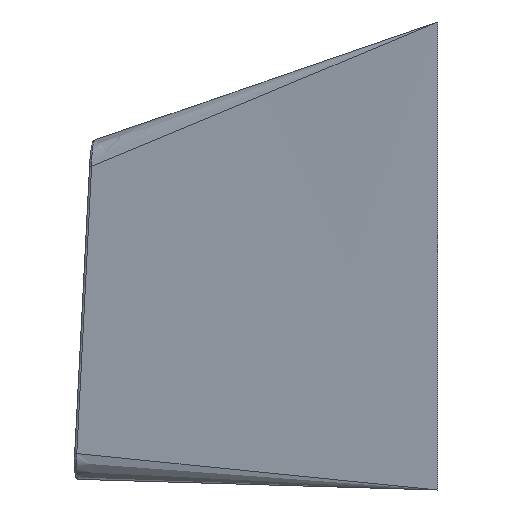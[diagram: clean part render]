
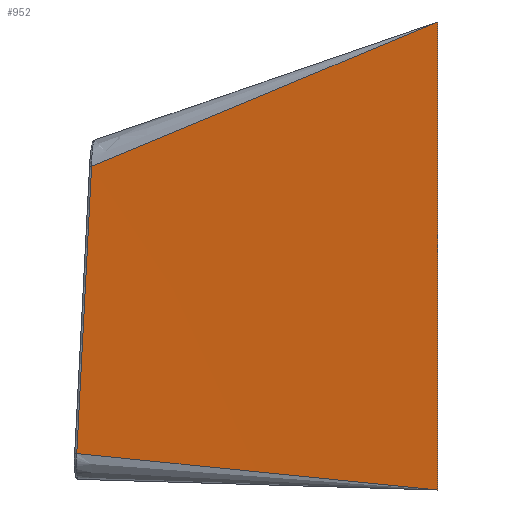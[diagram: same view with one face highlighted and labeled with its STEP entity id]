
A CAD part, left-side view. The second image highlights one B-rep face of the part: STEP entity #952.
In plain terms, the highlighted free-form (B-spline) face has degree [3, 1] with [6, 2] control points.
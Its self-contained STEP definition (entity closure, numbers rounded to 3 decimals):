
#5 = CARTESIAN_POINT ( 'NONE',  ( 0., 0., 12. ) ) ;
#9 = EDGE_CURVE ( 'NONE', #1704, #683, #1702, .T. ) ;
#21 = CARTESIAN_POINT ( 'NONE',  ( 1.369, 6.906, 15.114 ) ) ;
#53 = CARTESIAN_POINT ( 'NONE',  ( 2.632, 13.429, 10.055 ) ) ;
#58 = CARTESIAN_POINT ( 'NONE',  ( 0., 0., 0. ) ) ;
#83 = FACE_OUTER_BOUND ( 'NONE', #1578, .T. ) ;
#109 = ORIENTED_EDGE ( 'NONE', *, *, #292, .T. ) ;
#121 = CARTESIAN_POINT ( 'NONE',  ( 0., 0., 18. ) ) ;
#129 = B_SPLINE_SURFACE_WITH_KNOTS ( 'NONE', 3, 1, ( 
 ( #1389, #273 ),
 ( #595, #852 ),
 ( #1555, #139 ),
 ( #5, #1127 ),
 ( #1252, #418 ),
 ( #121, #1108 ) ),
 .UNSPECIFIED., .F., .F., .F.,
 ( 4, 2, 4 ),
 ( 2, 2 ),
 ( 0., 0.5, 1. ),
 ( 0., 1. ),
 .UNSPECIFIED. ) ;
#139 = CARTESIAN_POINT ( 'NONE',  ( 2.65, 13.795, 4.746 ) ) ;
#143 = CARTESIAN_POINT ( 'NONE',  ( 0.909, 4.805, 0.483 ) ) ;
#147 = ORIENTED_EDGE ( 'NONE', *, *, #1444, .T. ) ;
#190 = VERTEX_POINT ( 'NONE', #1119 ) ;
#273 = CARTESIAN_POINT ( 'NONE',  ( 2.65, 14.02, 0.416 ) ) ;
#290 = CARTESIAN_POINT ( 'NONE',  ( 2.632, 13.876, 1.404 ) ) ;
#292 = EDGE_CURVE ( 'NONE', #190, #1399, #495, .T. ) ;
#303 = CARTESIAN_POINT ( 'NONE',  ( 1.726, 8.714, 14.359 ) ) ;
#309 = CARTESIAN_POINT ( 'NONE',  ( 1.332, 6.718, 15.192 ) ) ;
#339 = CARTESIAN_POINT ( 'NONE',  ( 2.632, 13.705, 4.716 ) ) ;
#418 = CARTESIAN_POINT ( 'NONE',  ( 2.65, 13.459, 11.24 ) ) ;
#441 = CARTESIAN_POINT ( 'NONE',  ( 1.322, 6.667, 15.214 ) ) ;
#443 = CARTESIAN_POINT ( 'NONE',  ( 1.891, 9.981, 1.007 ) ) ;
#449 = CARTESIAN_POINT ( 'NONE',  ( 1.519, 8.022, 0.809 ) ) ;
#460 = CARTESIAN_POINT ( 'NONE',  ( 1.895, 9.565, 14.004 ) ) ;
#471 = CARTESIAN_POINT ( 'NONE',  ( 2.632, 13.698, 4.854 ) ) ;
#495 = B_SPLINE_CURVE_WITH_KNOTS ( 'NONE', 3,
 ( #1576, #1713, #53, #1700, #1042, #600, #893, #1175, #471, #339, #1303, #755, #586 ),
 .UNSPECIFIED., .F., .F.,
 ( 4, 3, 3, 3, 4 ),
 ( 0., 0.004, 0.007, 0.008, 0.011 ),
 .UNSPECIFIED. ) ;
#500 = CARTESIAN_POINT ( 'NONE',  ( 2.433, 12.293, 12.867 ) ) ;
#522 = EDGE_CURVE ( 'NONE', #1704, #190, #1709, .T. ) ;
#559 = CARTESIAN_POINT ( 'NONE',  ( 2.632, 13.876, 1.404 ) ) ;
#574 = CARTESIAN_POINT ( 'NONE',  ( 1.606, 8.481, 0.855 ) ) ;
#586 = CARTESIAN_POINT ( 'NONE',  ( 2.632, 13.876, 1.404 ) ) ;
#594 = CARTESIAN_POINT ( 'NONE',  ( 1.326, 6.69, 15.204 ) ) ;
#595 = CARTESIAN_POINT ( 'NONE',  ( 0., 0., 3. ) ) ;
#600 = CARTESIAN_POINT ( 'NONE',  ( 2.632, 13.619, 6.374 ) ) ;
#663 = B_SPLINE_CURVE_WITH_KNOTS ( 'NONE', 3,
 ( #290, #1396, #1010, #443, #1535, #574, #449, #1678, #991, #711, #1536, #143, #1688, #725 ),
 .UNSPECIFIED., .F., .F.,
 ( 4, 2, 2, 1, 1, 2, 2, 4 ),
 ( 0.007, 0.255, 0.38, 0.442, 0.473, 0.488, 0.504, 1. ),
 .UNSPECIFIED. ) ;
#683 = VERTEX_POINT ( 'NONE', #58 ) ;
#697 = VECTOR ( 'NONE', #1279, 1000. ) ;
#711 = CARTESIAN_POINT ( 'NONE',  ( 1.342, 7.087, 0.714 ) ) ;
#714 = CARTESIAN_POINT ( 'NONE',  ( 0., 0., 18. ) ) ;
#725 = CARTESIAN_POINT ( 'NONE',  ( 0., 0., 0. ) ) ;
#755 = CARTESIAN_POINT ( 'NONE',  ( 2.632, 13.819, 2.508 ) ) ;
#852 = CARTESIAN_POINT ( 'NONE',  ( 2.65, 13.907, 2.581 ) ) ;
#871 = CARTESIAN_POINT ( 'NONE',  ( 1.343, 6.775, 15.169 ) ) ;
#882 = CARTESIAN_POINT ( 'NONE',  ( 0.473, 2.381, 17.004 ) ) ;
#893 = CARTESIAN_POINT ( 'NONE',  ( 2.632, 13.683, 5.132 ) ) ;
#952 = ADVANCED_FACE ( 'NONE', ( #83 ), #129, .T. ) ;
#991 = CARTESIAN_POINT ( 'NONE',  ( 1.371, 7.244, 0.73 ) ) ;
#1001 = CARTESIAN_POINT ( 'NONE',  ( 0.912, 4.598, 16.078 ) ) ;
#1009 = CARTESIAN_POINT ( 'NONE',  ( 1.421, 7.169, 15.004 ) ) ;
#1010 = CARTESIAN_POINT ( 'NONE',  ( 2.221, 11.718, 1.184 ) ) ;
#1017 = CARTESIAN_POINT ( 'NONE',  ( 0., 0., 18. ) ) ;
#1022 = CARTESIAN_POINT ( 'NONE',  ( 1.325, 6.683, 15.207 ) ) ;
#1042 = CARTESIAN_POINT ( 'NONE',  ( 2.632, 13.555, 7.617 ) ) ;
#1108 = CARTESIAN_POINT ( 'NONE',  ( 2.65, 13.347, 13.404 ) ) ;
#1119 = CARTESIAN_POINT ( 'NONE',  ( 2.632, 13.306, 12.446 ) ) ;
#1127 = CARTESIAN_POINT ( 'NONE',  ( 2.65, 13.571, 9.075 ) ) ;
#1150 = CARTESIAN_POINT ( 'NONE',  ( 1.32, 6.659, 15.217 ) ) ;
#1158 = CARTESIAN_POINT ( 'NONE',  ( 2.223, 11.231, 13.309 ) ) ;
#1175 = CARTESIAN_POINT ( 'NONE',  ( 2.632, 13.691, 4.993 ) ) ;
#1205 = ORIENTED_EDGE ( 'NONE', *, *, #9, .F. ) ;
#1252 = CARTESIAN_POINT ( 'NONE',  ( 0., 0., 15. ) ) ;
#1278 = CARTESIAN_POINT ( 'NONE',  ( 1.524, 7.689, 14.787 ) ) ;
#1279 = DIRECTION ( 'NONE',  ( 0., 0., -1. ) ) ;
#1303 = CARTESIAN_POINT ( 'NONE',  ( 2.632, 13.762, 3.612 ) ) ;
#1340 = ORIENTED_EDGE ( 'NONE', *, *, #522, .T. ) ;
#1389 = CARTESIAN_POINT ( 'NONE',  ( 0., 0., 0. ) ) ;
#1396 = CARTESIAN_POINT ( 'NONE',  ( 2.432, 12.823, 1.296 ) ) ;
#1399 = VERTEX_POINT ( 'NONE', #559 ) ;
#1444 = EDGE_CURVE ( 'NONE', #1399, #683, #663, .T. ) ;
#1535 = CARTESIAN_POINT ( 'NONE',  ( 1.779, 9.389, 0.947 ) ) ;
#1536 = CARTESIAN_POINT ( 'NONE',  ( 1.326, 7.004, 0.706 ) ) ;
#1555 = CARTESIAN_POINT ( 'NONE',  ( 0., 0., 6. ) ) ;
#1576 = CARTESIAN_POINT ( 'NONE',  ( 2.632, 13.306, 12.446 ) ) ;
#1578 = EDGE_LOOP ( 'NONE', ( #1340, #109, #147, #1205 ) ) ;
#1660 = CARTESIAN_POINT ( 'NONE',  ( 0., 0., 18. ) ) ;
#1678 = CARTESIAN_POINT ( 'NONE',  ( 1.416, 7.479, 0.754 ) ) ;
#1688 = CARTESIAN_POINT ( 'NONE',  ( 0.471, 2.492, 0.25 ) ) ;
#1700 = CARTESIAN_POINT ( 'NONE',  ( 2.632, 13.491, 8.86 ) ) ;
#1702 = LINE ( 'NONE', #1017, #697 ) ;
#1704 = VERTEX_POINT ( 'NONE', #1660 ) ;
#1709 = B_SPLINE_CURVE_WITH_KNOTS ( 'NONE', 3,
 ( #714, #882, #1001, #1150, #441, #1022, #594, #309, #871, #21, #1009, #1278, #303, #460, #1158, #500, #1741 ),
 .UNSPECIFIED., .F., .F.,
 ( 4, 2, 2, 2, 1, 1, 1, 1, 1, 2, 4 ),
 ( 0., 0.496, 0.498, 0.5, 0.504, 0.512, 0.527, 0.558, 0.62, 0.744, 0.992 ),
 .UNSPECIFIED. ) ;
#1713 = CARTESIAN_POINT ( 'NONE',  ( 2.632, 13.368, 11.25 ) ) ;
#1741 = CARTESIAN_POINT ( 'NONE',  ( 2.632, 13.306, 12.446 ) ) ;
